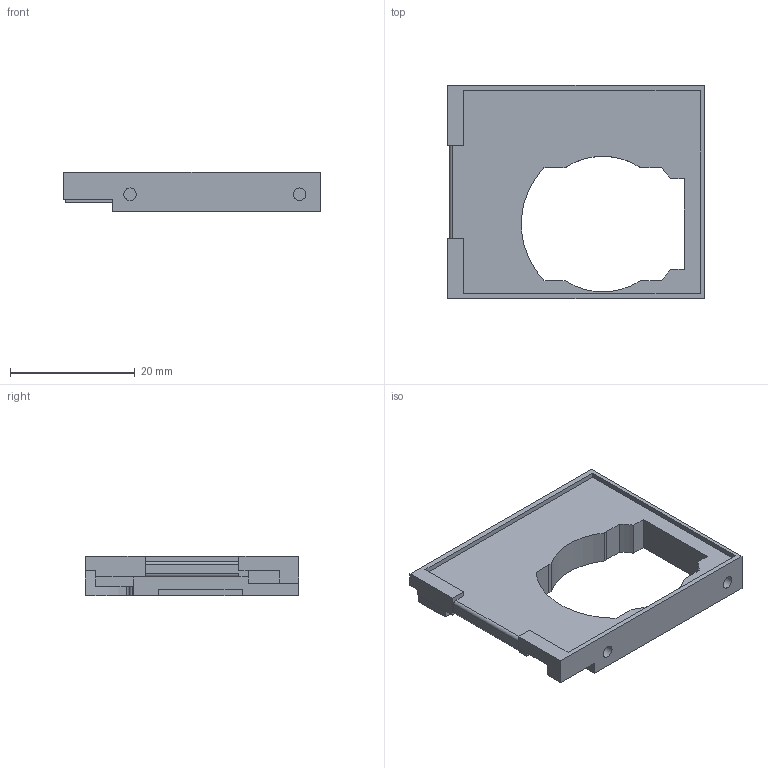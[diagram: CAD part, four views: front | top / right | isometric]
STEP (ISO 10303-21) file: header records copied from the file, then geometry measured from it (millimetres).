
FILE_DESCRIPTION(/* description */ (''),/* implementation_level */ '2;1');
FILE_NAME(/* name */ '亚克力中框.step',/* time_stamp */ '2020-06-22T18:24:11+08:00',/* author */ (''),/* organization */ (''),/* preprocessor_version */ 'ST-DEVELOPER v18.1',/* originating_system */ 'Autodesk Translation Framework v9.3.0.1241',/* authorisation */ '');
FILE_SCHEMA (('AUTOMOTIVE_DESIGN { 1 0 10303 214 3 1 1 }'));
Length unit declared in the file: millimetre
Products named in the file (1): 亚克力中框
Bounding box: 41.04 x 34.16 x 6.3 mm (x, y, z)
Volume: 3697.2 mm3; surface area: 3495.6 mm2
Topology: 1 solids, 1 shells, 71 faces, 193 edges, 128 vertices
Faces by surface type: plane 55, cylinder 16
Full cylindrical faces by diameter (mm): 2 x4
Entity records: 2267 total; most frequent: CARTESIAN_POINT 393, ORIENTED_EDGE 386, DIRECTION 369, EDGE_CURVE 193, LINE 161, VECTOR 161, VERTEX_POINT 128, AXIS2_PLACEMENT_3D 104
